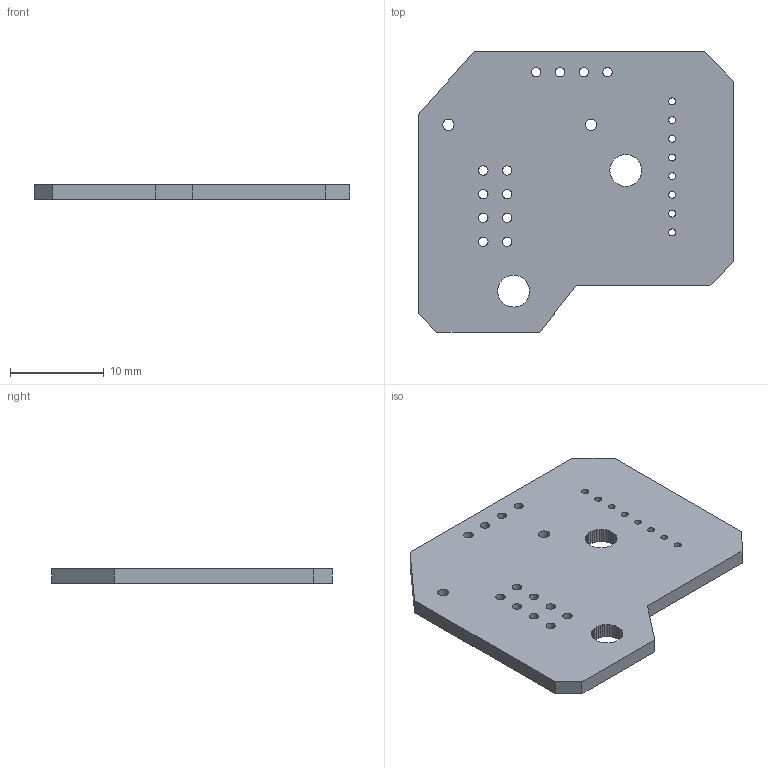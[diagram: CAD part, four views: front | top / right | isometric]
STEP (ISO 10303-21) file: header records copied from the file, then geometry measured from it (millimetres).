
FILE_DESCRIPTION(('KiCad electronic assembly'),'2;1');
FILE_NAME('CANBurner.step','2022-12-02T10:58:34',('Pcbnew'),('Kicad'), 'Open CASCADE STEP processor 7.6','KiCad to STEP converter','Unknown' );
FILE_SCHEMA(('AUTOMOTIVE_DESIGN { 1 0 10303 214 1 1 1 1 }'));
Length unit declared in the file: millimetre
Products named in the file (2): CANBurner 1; PCB
Assembly tree (1 placements, depth 2):
  CANBurner 1
    PCB
Bounding box: 33.75 x 30 x 1.58 mm (x, y, z)
Volume: 1350.6 mm3; surface area: 2029.1 mm2
Topology: 1 solids, 1 shells, 116 faces, 342 edges, 228 vertices
Faces by surface type: plane 94, cylinder 22
Full cylindrical faces by diameter (mm): 0.75 x8, 1 x12, 1.2 x2
Entity records: 8551 total; most frequent: CARTESIAN_POINT 1636, DIRECTION 1262, LINE 938, VECTOR 938, ORIENTED_EDGE 684, PCURVE 684, DEFINITIONAL_REPRESENTATION 684, EDGE_CURVE 342
